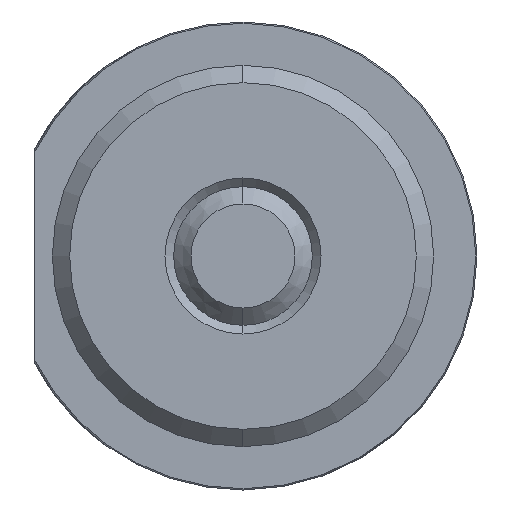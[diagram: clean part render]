
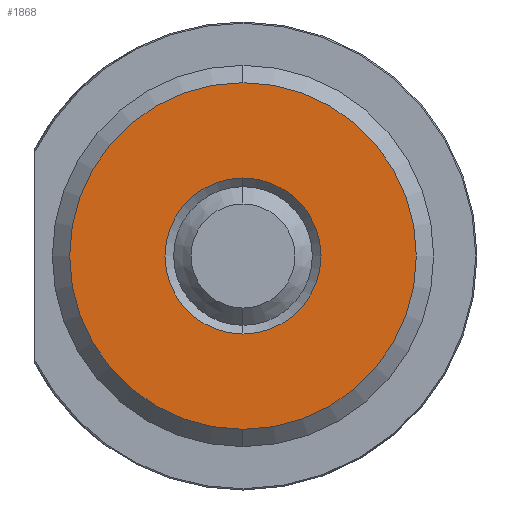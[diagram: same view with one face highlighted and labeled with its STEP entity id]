
A CAD part, left-side view. The second image highlights one B-rep face of the part: STEP entity #1868.
In plain terms, the highlighted planar face has unit normal (-1, 0, 0).
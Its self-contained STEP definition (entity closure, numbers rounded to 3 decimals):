
#230 = EDGE_LOOP ( 'NONE', ( #2182, #1969 ) ) ;
#286 = EDGE_LOOP ( 'NONE', ( #2143, #2131 ) ) ;
#399 = FACE_BOUND ( 'NONE', #286, .T. ) ;
#413 = FACE_OUTER_BOUND ( 'NONE', #230, .T. ) ;
#816 = DIRECTION ( 'NONE',  ( 0., 0., -1. ) ) ;
#821 = DIRECTION ( 'NONE',  ( -1., 0., 0. ) ) ;
#889 = PLANE ( 'NONE',  #2561 ) ;
#891 = DIRECTION ( 'NONE',  ( 0., 0., -1. ) ) ;
#892 = DIRECTION ( 'NONE',  ( 1., 0., 0. ) ) ;
#896 = CARTESIAN_POINT ( 'NONE',  ( 0., 4., 0. ) ) ;
#1251 = CARTESIAN_POINT ( 'NONE',  ( 0., 0., -10. ) ) ;
#1271 = VERTEX_POINT ( 'NONE', #1433 ) ;
#1281 = VERTEX_POINT ( 'NONE', #1251 ) ;
#1317 = VERTEX_POINT ( 'NONE', #1448 ) ;
#1398 = CARTESIAN_POINT ( 'NONE',  ( 0., 0., 10. ) ) ;
#1433 = CARTESIAN_POINT ( 'NONE',  ( 0., 0., 4.5 ) ) ;
#1448 = CARTESIAN_POINT ( 'NONE',  ( 0., 0., -4.5 ) ) ;
#1523 = VERTEX_POINT ( 'NONE', #1398 ) ;
#1603 = CARTESIAN_POINT ( 'NONE',  ( 0., 0., 0. ) ) ;
#1604 = DIRECTION ( 'NONE',  ( -1., 0., 0. ) ) ;
#1605 = DIRECTION ( 'NONE',  ( 0., 0., -1. ) ) ;
#1868 = ADVANCED_FACE ( 'NONE', ( #399, #413 ), #889, .F. ) ;
#1890 = DIRECTION ( 'NONE',  ( 1., 0., 0. ) ) ;
#1891 = DIRECTION ( 'NONE',  ( 0., 0., -1. ) ) ;
#1899 = CARTESIAN_POINT ( 'NONE',  ( 0., 0., 0. ) ) ;
#1969 = ORIENTED_EDGE ( 'NONE', *, *, #2409, .T. ) ;
#2131 = ORIENTED_EDGE ( 'NONE', *, *, #2402, .T. ) ;
#2143 = ORIENTED_EDGE ( 'NONE', *, *, #2369, .T. ) ;
#2182 = ORIENTED_EDGE ( 'NONE', *, *, #2341, .T. ) ;
#2341 = EDGE_CURVE ( 'NONE', #1281, #1523, #2904, .T. ) ;
#2369 = EDGE_CURVE ( 'NONE', #1271, #1317, #2842, .T. ) ;
#2402 = EDGE_CURVE ( 'NONE', #1317, #1271, #2978, .T. ) ;
#2409 = EDGE_CURVE ( 'NONE', #1523, #1281, #2932, .T. ) ;
#2561 = AXIS2_PLACEMENT_3D ( 'NONE', #896, #892, #891 ) ;
#2635 = AXIS2_PLACEMENT_3D ( 'NONE', #3108, #821, #816 ) ;
#2651 = AXIS2_PLACEMENT_3D ( 'NONE', #1899, #1890, #1891 ) ;
#2664 = AXIS2_PLACEMENT_3D ( 'NONE', #1603, #1604, #1605 ) ;
#2669 = AXIS2_PLACEMENT_3D ( 'NONE', #2718, #2717, #2771 ) ;
#2717 = DIRECTION ( 'NONE',  ( 1., 0., 0. ) ) ;
#2718 = CARTESIAN_POINT ( 'NONE',  ( 0., 0., 0. ) ) ;
#2771 = DIRECTION ( 'NONE',  ( 0., 0., -1. ) ) ;
#2842 = CIRCLE ( 'NONE', #2651, 4.5 ) ;
#2904 = CIRCLE ( 'NONE', #2635, 10. ) ;
#2932 = CIRCLE ( 'NONE', #2664, 10. ) ;
#2978 = CIRCLE ( 'NONE', #2669, 4.5 ) ;
#3108 = CARTESIAN_POINT ( 'NONE',  ( 0., 0., 0. ) ) ;
